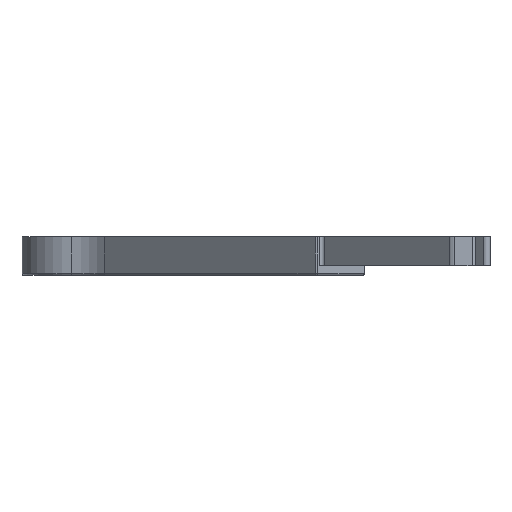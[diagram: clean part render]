
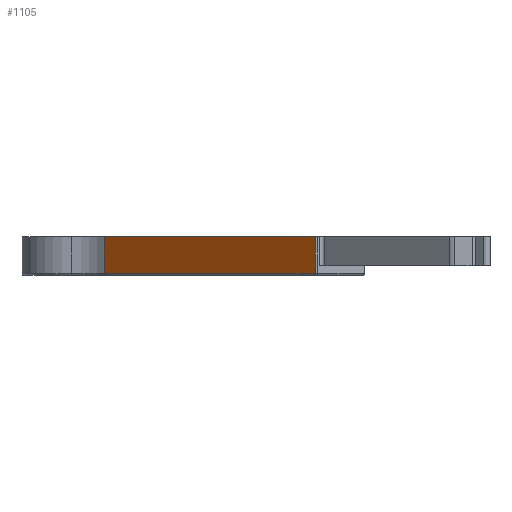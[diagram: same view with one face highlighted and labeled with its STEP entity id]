
A CAD part, front view. The second image highlights one B-rep face of the part: STEP entity #1105.
In plain terms, the highlighted planar face has unit normal (-0.707, -0.707, 0).
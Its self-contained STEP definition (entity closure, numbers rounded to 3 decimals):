
#57=PLANE('',#1253);
#107=FACE_OUTER_BOUND('',#178,.T.);
#178=EDGE_LOOP('',(#927,#928,#929,#930));
#242=LINE('',#1823,#328);
#253=LINE('',#1869,#339);
#264=LINE('',#1902,#350);
#273=LINE('',#1939,#359);
#328=VECTOR('',#1447,10.);
#339=VECTOR('',#1500,10.);
#350=VECTOR('',#1531,10.);
#359=VECTOR('',#1572,10.);
#509=VERTEX_POINT('',#1819);
#511=VERTEX_POINT('',#1822);
#525=VERTEX_POINT('',#1867);
#537=VERTEX_POINT('',#1901);
#631=EDGE_CURVE('',#509,#511,#242,.T.);
#655=EDGE_CURVE('',#525,#509,#253,.T.);
#672=EDGE_CURVE('',#511,#537,#264,.T.);
#692=EDGE_CURVE('',#537,#525,#273,.T.);
#927=ORIENTED_EDGE('',*,*,#655,.F.);
#928=ORIENTED_EDGE('',*,*,#692,.F.);
#929=ORIENTED_EDGE('',*,*,#672,.F.);
#930=ORIENTED_EDGE('',*,*,#631,.F.);
#1105=ADVANCED_FACE('',(#107),#57,.T.);
#1253=AXIS2_PLACEMENT_3D('',#1938,#1570,#1571);
#1447=DIRECTION('',(0.,0.,1.));
#1500=DIRECTION('',(-0.707,0.707,0.));
#1531=DIRECTION('',(0.707,-0.707,0.));
#1570=DIRECTION('center_axis',(-0.707,-0.707,0.));
#1571=DIRECTION('ref_axis',(0.707,-0.707,0.));
#1572=DIRECTION('',(0.,0.,-1.));
#1819=CARTESIAN_POINT('',(300.298,286.974,0.));
#1822=CARTESIAN_POINT('',(300.298,286.974,9.5));
#1823=CARTESIAN_POINT('',(300.298,286.974,1.5));
#1867=CARTESIAN_POINT('',(354.754,232.518,0.));
#1869=CARTESIAN_POINT('',(300.704,286.568,0.));
#1901=CARTESIAN_POINT('',(354.754,232.518,9.5));
#1902=CARTESIAN_POINT('',(300.704,286.568,9.5));
#1938=CARTESIAN_POINT('Origin',(289.691,297.581,1.5));
#1939=CARTESIAN_POINT('',(354.754,232.518,1.5));
